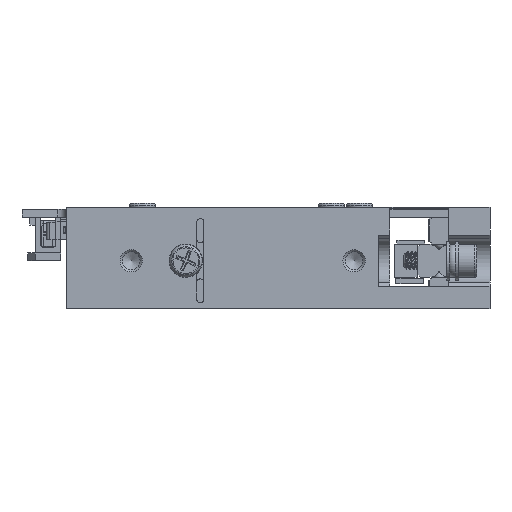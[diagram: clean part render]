
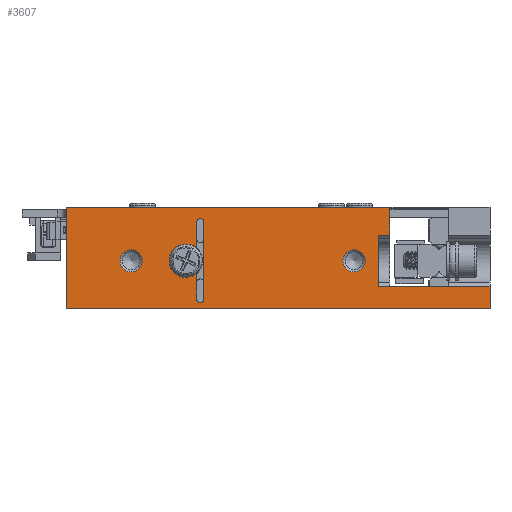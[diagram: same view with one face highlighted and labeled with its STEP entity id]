
A CAD part, left-side view. The second image highlights one B-rep face of the part: STEP entity #3607.
In plain terms, the highlighted planar face has unit normal (-1, 0, 0).
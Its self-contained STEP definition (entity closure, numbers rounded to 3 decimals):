
#995=PLANE('',#55720);
#3247=FACE_BOUND('',#9344,.T.);
#3248=FACE_BOUND('',#9345,.T.);
#3249=FACE_BOUND('',#9346,.T.);
#3250=FACE_BOUND('',#9347,.T.);
#3607=ADVANCED_FACE('',(#3247,#3248,#3249,#3250),#995,.F.);
#9344=EDGE_LOOP('',(#26324));
#9345=EDGE_LOOP('',(#26325));
#9346=EDGE_LOOP('',(#26326,#26327,#26328,#26329,#26330,#26331));
#9347=EDGE_LOOP('',(#26332,#26333,#26334,#26335,#26336,#26337,#26338,#26339,
#26340,#26341,#26342,#26343));
#12256=LINE('',#73687,#19179);
#12257=LINE('',#73692,#19180);
#12258=LINE('',#73696,#19181);
#12259=LINE('',#73699,#19182);
#12260=LINE('',#73702,#19183);
#12261=LINE('',#73704,#19184);
#12262=LINE('',#73706,#19185);
#12263=LINE('',#73708,#19186);
#12264=LINE('',#73710,#19187);
#12265=LINE('',#73712,#19188);
#12266=LINE('',#73714,#19189);
#12267=LINE('',#73716,#19190);
#12268=LINE('',#73718,#19191);
#12269=LINE('',#73720,#19192);
#12270=LINE('',#73722,#19193);
#19179=VECTOR('',#59569,1.);
#19180=VECTOR('',#59572,1.);
#19181=VECTOR('',#59575,1.);
#19182=VECTOR('',#59578,1.);
#19183=VECTOR('',#59579,1.);
#19184=VECTOR('',#59580,1.);
#19185=VECTOR('',#59581,1.);
#19186=VECTOR('',#59582,1.);
#19187=VECTOR('',#59583,1.);
#19188=VECTOR('',#59584,1.);
#19189=VECTOR('',#59585,1.);
#19190=VECTOR('',#59586,1.);
#19191=VECTOR('',#59587,1.);
#19192=VECTOR('',#59588,1.);
#19193=VECTOR('',#59589,1.);
#26324=ORIENTED_EDGE('',*,*,#47028,.T.);
#26325=ORIENTED_EDGE('',*,*,#47029,.T.);
#26326=ORIENTED_EDGE('',*,*,#47030,.F.);
#26327=ORIENTED_EDGE('',*,*,#47031,.T.);
#26328=ORIENTED_EDGE('',*,*,#47032,.F.);
#26329=ORIENTED_EDGE('',*,*,#47033,.F.);
#26330=ORIENTED_EDGE('',*,*,#47034,.F.);
#26331=ORIENTED_EDGE('',*,*,#47035,.F.);
#26332=ORIENTED_EDGE('',*,*,#47036,.F.);
#26333=ORIENTED_EDGE('',*,*,#47037,.T.);
#26334=ORIENTED_EDGE('',*,*,#47038,.F.);
#26335=ORIENTED_EDGE('',*,*,#47039,.F.);
#26336=ORIENTED_EDGE('',*,*,#47040,.T.);
#26337=ORIENTED_EDGE('',*,*,#47041,.T.);
#26338=ORIENTED_EDGE('',*,*,#47042,.T.);
#26339=ORIENTED_EDGE('',*,*,#47043,.T.);
#26340=ORIENTED_EDGE('',*,*,#47044,.T.);
#26341=ORIENTED_EDGE('',*,*,#47045,.F.);
#26342=ORIENTED_EDGE('',*,*,#47046,.T.);
#26343=ORIENTED_EDGE('',*,*,#47047,.T.);
#41798=VERTEX_POINT('',#73684);
#41799=VERTEX_POINT('',#73686);
#41800=VERTEX_POINT('',#73688);
#41801=VERTEX_POINT('',#73689);
#41802=VERTEX_POINT('',#73691);
#41803=VERTEX_POINT('',#73693);
#41804=VERTEX_POINT('',#73695);
#41805=VERTEX_POINT('',#73697);
#41806=VERTEX_POINT('',#73700);
#41807=VERTEX_POINT('',#73701);
#41808=VERTEX_POINT('',#73703);
#41809=VERTEX_POINT('',#73705);
#41810=VERTEX_POINT('',#73707);
#41811=VERTEX_POINT('',#73709);
#41812=VERTEX_POINT('',#73711);
#41813=VERTEX_POINT('',#73713);
#41814=VERTEX_POINT('',#73715);
#41815=VERTEX_POINT('',#73717);
#41816=VERTEX_POINT('',#73719);
#41817=VERTEX_POINT('',#73721);
#47028=EDGE_CURVE('',#41798,#41798,#54779,.T.);
#47029=EDGE_CURVE('',#41799,#41799,#54780,.T.);
#47030=EDGE_CURVE('',#41800,#41801,#12256,.T.);
#47031=EDGE_CURVE('',#41800,#41802,#54781,.T.);
#47032=EDGE_CURVE('',#41803,#41802,#12257,.T.);
#47033=EDGE_CURVE('',#41804,#41803,#54782,.T.);
#47034=EDGE_CURVE('',#41805,#41804,#12258,.T.);
#47035=EDGE_CURVE('',#41801,#41805,#54783,.T.);
#47036=EDGE_CURVE('',#41806,#41807,#12259,.T.);
#47037=EDGE_CURVE('',#41806,#41808,#12260,.T.);
#47038=EDGE_CURVE('',#41809,#41808,#12261,.T.);
#47039=EDGE_CURVE('',#41810,#41809,#12262,.T.);
#47040=EDGE_CURVE('',#41810,#41811,#12263,.T.);
#47041=EDGE_CURVE('',#41811,#41812,#12264,.T.);
#47042=EDGE_CURVE('',#41812,#41813,#12265,.T.);
#47043=EDGE_CURVE('',#41813,#41814,#12266,.T.);
#47044=EDGE_CURVE('',#41814,#41815,#12267,.T.);
#47045=EDGE_CURVE('',#41816,#41815,#12268,.T.);
#47046=EDGE_CURVE('',#41816,#41817,#12269,.T.);
#47047=EDGE_CURVE('',#41817,#41807,#12270,.T.);
#54779=CIRCLE('',#55715,1.);
#54780=CIRCLE('',#55716,1.);
#54781=CIRCLE('',#55717,1.);
#54782=CIRCLE('',#55718,0.325);
#54783=CIRCLE('',#55719,0.325);
#55715=AXIS2_PLACEMENT_3D('',#73683,#59565,#59566);
#55716=AXIS2_PLACEMENT_3D('',#73685,#59567,#59568);
#55717=AXIS2_PLACEMENT_3D('',#73690,#59570,#59571);
#55718=AXIS2_PLACEMENT_3D('',#73694,#59573,#59574);
#55719=AXIS2_PLACEMENT_3D('',#73698,#59576,#59577);
#55720=AXIS2_PLACEMENT_3D('',#73723,#59590,#59591);
#59565=DIRECTION('',(1.,0.,0.));
#59566=DIRECTION('',(0.,1.,0.));
#59567=DIRECTION('',(1.,0.,0.));
#59568=DIRECTION('',(0.,1.,0.));
#59569=DIRECTION('',(0.,0.,-1.));
#59570=DIRECTION('',(1.,0.,0.));
#59571=DIRECTION('',(0.,1.,0.));
#59572=DIRECTION('',(0.,0.,-1.));
#59573=DIRECTION('',(-1.,0.,0.));
#59574=DIRECTION('',(0.,0.,1.));
#59575=DIRECTION('',(0.,0.,1.));
#59576=DIRECTION('',(-1.,0.,0.));
#59577=DIRECTION('',(0.,0.,1.));
#59578=DIRECTION('',(0.,0.,-1.));
#59579=DIRECTION('',(0.,1.,0.));
#59580=DIRECTION('',(0.,0.,1.));
#59581=DIRECTION('',(0.,-1.,0.));
#59582=DIRECTION('',(0.,0.,1.));
#59583=DIRECTION('',(0.,1.,0.));
#59584=DIRECTION('',(0.,0.,1.));
#59585=DIRECTION('',(0.,-1.,0.));
#59586=DIRECTION('',(0.,0.,1.));
#59587=DIRECTION('',(0.,-1.,0.));
#59588=DIRECTION('',(0.,0.,-1.));
#59589=DIRECTION('',(0.,-1.,0.));
#59590=DIRECTION('',(1.,0.,0.));
#59591=DIRECTION('',(0.,1.,0.));
#73683=CARTESIAN_POINT('',(-15.,12.2,4.3));
#73684=CARTESIAN_POINT('',(-15.,13.2,4.3));
#73685=CARTESIAN_POINT('',(-15.,32.2,4.3));
#73686=CARTESIAN_POINT('',(-15.,33.2,4.3));
#73687=CARTESIAN_POINT('',(-15.,26.325,2.35));
#73688=CARTESIAN_POINT('',(-15.,26.325,4.078));
#73689=CARTESIAN_POINT('',(-15.,26.325,0.85));
#73690=CARTESIAN_POINT('',(-15.,27.3,4.3));
#73691=CARTESIAN_POINT('',(-15.,26.325,4.522));
#73692=CARTESIAN_POINT('',(-15.,26.325,2.35));
#73693=CARTESIAN_POINT('',(-15.,26.325,7.75));
#73694=CARTESIAN_POINT('',(-15.,26.,7.75));
#73695=CARTESIAN_POINT('',(-15.,25.675,7.75));
#73696=CARTESIAN_POINT('',(-15.,25.675,0.85));
#73697=CARTESIAN_POINT('',(-15.,25.675,0.85));
#73698=CARTESIAN_POINT('',(-15.,26.,0.85));
#73699=CARTESIAN_POINT('',(-15.,0.,9.1));
#73700=CARTESIAN_POINT('',(-15.,0.,2.009));
#73701=CARTESIAN_POINT('',(-15.,0.,0.));
#73702=CARTESIAN_POINT('',(-15.,3.7,2.009));
#73703=CARTESIAN_POINT('',(-15.,3.7,2.009));
#73704=CARTESIAN_POINT('',(-15.,3.7,2.));
#73705=CARTESIAN_POINT('',(-15.,3.7,2.));
#73706=CARTESIAN_POINT('',(-15.,9.,2.));
#73707=CARTESIAN_POINT('',(-15.,9.,2.));
#73708=CARTESIAN_POINT('',(-15.,9.,2.));
#73709=CARTESIAN_POINT('',(-15.,9.,2.009));
#73710=CARTESIAN_POINT('',(-15.,10.,2.009));
#73711=CARTESIAN_POINT('',(-15.,10.,2.009));
#73712=CARTESIAN_POINT('',(-15.,10.,2.3));
#73713=CARTESIAN_POINT('',(-15.,10.,6.591));
#73714=CARTESIAN_POINT('',(-15.,9.,6.591));
#73715=CARTESIAN_POINT('',(-15.,9.,6.591));
#73716=CARTESIAN_POINT('',(-15.,9.,2.));
#73717=CARTESIAN_POINT('',(-15.,9.,9.1));
#73718=CARTESIAN_POINT('',(-15.,38.,9.1));
#73719=CARTESIAN_POINT('',(-15.,38.,9.1));
#73720=CARTESIAN_POINT('',(-15.,38.,9.1));
#73721=CARTESIAN_POINT('',(-15.,38.,0.));
#73722=CARTESIAN_POINT('',(-15.,38.,0.));
#73723=CARTESIAN_POINT('',(-15.,38.,9.1));
